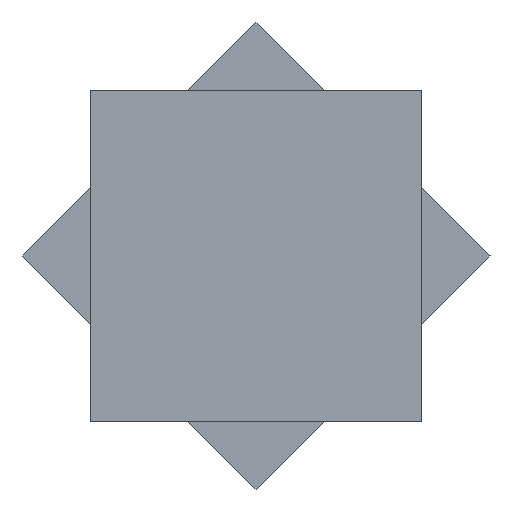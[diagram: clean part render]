
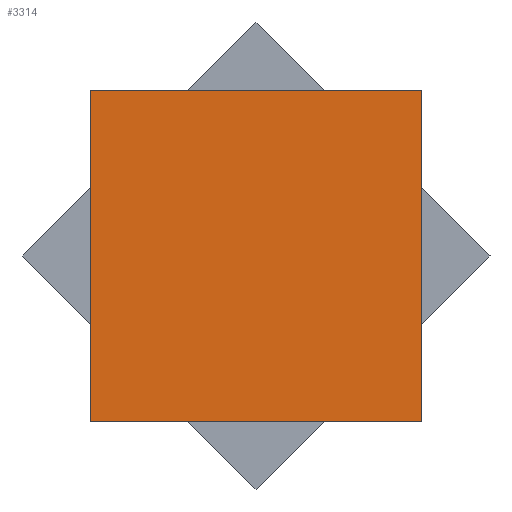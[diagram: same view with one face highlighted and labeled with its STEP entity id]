
A CAD part, left-side view. The second image highlights one B-rep face of the part: STEP entity #3314.
In plain terms, the highlighted planar face has unit normal (-1, 0, 0).
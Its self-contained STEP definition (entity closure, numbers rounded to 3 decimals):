
#2751 = PLANE('',#2752);
#2752 = AXIS2_PLACEMENT_3D('',#2753,#2754,#2755);
#2753 = CARTESIAN_POINT('',(-5.,-5.,-5.));
#2754 = DIRECTION('',(0.,0.,1.));
#2755 = DIRECTION('',(1.,0.,0.));
#2804 = PLANE('',#2805);
#2805 = AXIS2_PLACEMENT_3D('',#2806,#2807,#2808);
#2806 = CARTESIAN_POINT('',(-5.,5.,-5.));
#2807 = DIRECTION('',(0.,1.,0.));
#2808 = DIRECTION('',(0.,0.,1.));
#2919 = PLANE('',#2920);
#2920 = AXIS2_PLACEMENT_3D('',#2921,#2922,#2923);
#2921 = CARTESIAN_POINT('',(-5.,-5.,5.));
#2922 = DIRECTION('',(0.,0.,1.));
#2923 = DIRECTION('',(1.,0.,0.));
#2997 = PLANE('',#2998);
#2998 = AXIS2_PLACEMENT_3D('',#2999,#3000,#3001);
#2999 = CARTESIAN_POINT('',(-5.,-5.,-5.));
#3000 = DIRECTION('',(0.,1.,0.));
#3001 = DIRECTION('',(0.,0.,1.));
#3061 = EDGE_CURVE('',#3062,#3064,#3066,.T.);
#3062 = VERTEX_POINT('',#3063);
#3063 = CARTESIAN_POINT('',(-5.,-5.,-5.));
#3064 = VERTEX_POINT('',#3065);
#3065 = CARTESIAN_POINT('',(-5.,5.,-5.));
#3066 = SURFACE_CURVE('',#3067,(#3071,#3078),.PCURVE_S1.);
#3067 = LINE('',#3068,#3069);
#3068 = CARTESIAN_POINT('',(-5.,-5.,-5.));
#3069 = VECTOR('',#3070,1.);
#3070 = DIRECTION('',(0.,1.,0.));
#3071 = PCURVE('',#2751,#3072);
#3072 = DEFINITIONAL_REPRESENTATION('',(#3073),#3077);
#3073 = LINE('',#3074,#3075);
#3074 = CARTESIAN_POINT('',(0.,0.));
#3075 = VECTOR('',#3076,1.);
#3076 = DIRECTION('',(0.,1.));
#3077 = ( GEOMETRIC_REPRESENTATION_CONTEXT(2) 
PARAMETRIC_REPRESENTATION_CONTEXT() REPRESENTATION_CONTEXT('2D SPACE',''
  ) );
#3078 = PCURVE('',#3079,#3084);
#3079 = PLANE('',#3080);
#3080 = AXIS2_PLACEMENT_3D('',#3081,#3082,#3083);
#3081 = CARTESIAN_POINT('',(-5.,-5.,-5.));
#3082 = DIRECTION('',(1.,0.,0.));
#3083 = DIRECTION('',(0.,0.,1.));
#3084 = DEFINITIONAL_REPRESENTATION('',(#3085),#3089);
#3085 = LINE('',#3086,#3087);
#3086 = CARTESIAN_POINT('',(0.,0.));
#3087 = VECTOR('',#3088,1.);
#3088 = DIRECTION('',(0.,-1.));
#3089 = ( GEOMETRIC_REPRESENTATION_CONTEXT(2) 
PARAMETRIC_REPRESENTATION_CONTEXT() REPRESENTATION_CONTEXT('2D SPACE',''
  ) );
#3162 = EDGE_CURVE('',#3064,#3163,#3165,.T.);
#3163 = VERTEX_POINT('',#3164);
#3164 = CARTESIAN_POINT('',(-5.,5.,5.));
#3165 = SURFACE_CURVE('',#3166,(#3170,#3177),.PCURVE_S1.);
#3166 = LINE('',#3167,#3168);
#3167 = CARTESIAN_POINT('',(-5.,5.,-5.));
#3168 = VECTOR('',#3169,1.);
#3169 = DIRECTION('',(0.,0.,1.));
#3170 = PCURVE('',#2804,#3171);
#3171 = DEFINITIONAL_REPRESENTATION('',(#3172),#3176);
#3172 = LINE('',#3173,#3174);
#3173 = CARTESIAN_POINT('',(0.,0.));
#3174 = VECTOR('',#3175,1.);
#3175 = DIRECTION('',(1.,0.));
#3176 = ( GEOMETRIC_REPRESENTATION_CONTEXT(2) 
PARAMETRIC_REPRESENTATION_CONTEXT() REPRESENTATION_CONTEXT('2D SPACE',''
  ) );
#3177 = PCURVE('',#3079,#3178);
#3178 = DEFINITIONAL_REPRESENTATION('',(#3179),#3183);
#3179 = LINE('',#3180,#3181);
#3180 = CARTESIAN_POINT('',(0.,-10.));
#3181 = VECTOR('',#3182,1.);
#3182 = DIRECTION('',(1.,0.));
#3183 = ( GEOMETRIC_REPRESENTATION_CONTEXT(2) 
PARAMETRIC_REPRESENTATION_CONTEXT() REPRESENTATION_CONTEXT('2D SPACE',''
  ) );
#3238 = EDGE_CURVE('',#3239,#3163,#3241,.T.);
#3239 = VERTEX_POINT('',#3240);
#3240 = CARTESIAN_POINT('',(-5.,-5.,5.));
#3241 = SURFACE_CURVE('',#3242,(#3246,#3253),.PCURVE_S1.);
#3242 = LINE('',#3243,#3244);
#3243 = CARTESIAN_POINT('',(-5.,-5.,5.));
#3244 = VECTOR('',#3245,1.);
#3245 = DIRECTION('',(0.,1.,0.));
#3246 = PCURVE('',#2919,#3247);
#3247 = DEFINITIONAL_REPRESENTATION('',(#3248),#3252);
#3248 = LINE('',#3249,#3250);
#3249 = CARTESIAN_POINT('',(0.,0.));
#3250 = VECTOR('',#3251,1.);
#3251 = DIRECTION('',(0.,1.));
#3252 = ( GEOMETRIC_REPRESENTATION_CONTEXT(2) 
PARAMETRIC_REPRESENTATION_CONTEXT() REPRESENTATION_CONTEXT('2D SPACE',''
  ) );
#3253 = PCURVE('',#3079,#3254);
#3254 = DEFINITIONAL_REPRESENTATION('',(#3255),#3259);
#3255 = LINE('',#3256,#3257);
#3256 = CARTESIAN_POINT('',(10.,0.));
#3257 = VECTOR('',#3258,1.);
#3258 = DIRECTION('',(0.,-1.));
#3259 = ( GEOMETRIC_REPRESENTATION_CONTEXT(2) 
PARAMETRIC_REPRESENTATION_CONTEXT() REPRESENTATION_CONTEXT('2D SPACE',''
  ) );
#3290 = EDGE_CURVE('',#3062,#3239,#3291,.T.);
#3291 = SURFACE_CURVE('',#3292,(#3296,#3303),.PCURVE_S1.);
#3292 = LINE('',#3293,#3294);
#3293 = CARTESIAN_POINT('',(-5.,-5.,-5.));
#3294 = VECTOR('',#3295,1.);
#3295 = DIRECTION('',(0.,0.,1.));
#3296 = PCURVE('',#2997,#3297);
#3297 = DEFINITIONAL_REPRESENTATION('',(#3298),#3302);
#3298 = LINE('',#3299,#3300);
#3299 = CARTESIAN_POINT('',(0.,0.));
#3300 = VECTOR('',#3301,1.);
#3301 = DIRECTION('',(1.,0.));
#3302 = ( GEOMETRIC_REPRESENTATION_CONTEXT(2) 
PARAMETRIC_REPRESENTATION_CONTEXT() REPRESENTATION_CONTEXT('2D SPACE',''
  ) );
#3303 = PCURVE('',#3079,#3304);
#3304 = DEFINITIONAL_REPRESENTATION('',(#3305),#3309);
#3305 = LINE('',#3306,#3307);
#3306 = CARTESIAN_POINT('',(0.,0.));
#3307 = VECTOR('',#3308,1.);
#3308 = DIRECTION('',(1.,0.));
#3309 = ( GEOMETRIC_REPRESENTATION_CONTEXT(2) 
PARAMETRIC_REPRESENTATION_CONTEXT() REPRESENTATION_CONTEXT('2D SPACE',''
  ) );
#3314 = ADVANCED_FACE('',(#3315),#3079,.F.);
#3315 = FACE_BOUND('',#3316,.F.);
#3316 = EDGE_LOOP('',(#3317,#3318,#3319,#3320));
#3317 = ORIENTED_EDGE('',*,*,#3290,.F.);
#3318 = ORIENTED_EDGE('',*,*,#3061,.T.);
#3319 = ORIENTED_EDGE('',*,*,#3162,.T.);
#3320 = ORIENTED_EDGE('',*,*,#3238,.F.);
